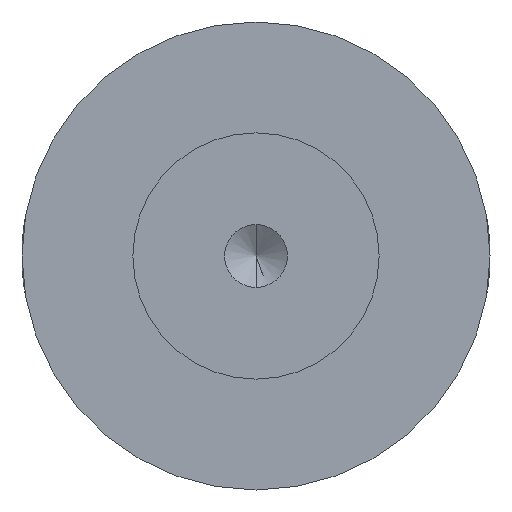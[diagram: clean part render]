
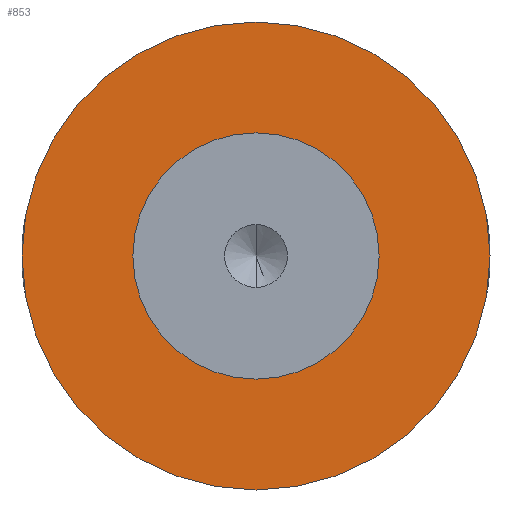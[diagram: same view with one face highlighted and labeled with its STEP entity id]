
A CAD part, front view. The second image highlights one B-rep face of the part: STEP entity #853.
In plain terms, the highlighted planar face has unit normal (0, -1, 0).
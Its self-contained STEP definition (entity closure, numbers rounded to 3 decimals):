
#13 = CARTESIAN_POINT ( 'NONE',  ( 0., -300., 10. ) ) ;
#51 = AXIS2_PLACEMENT_3D ( 'NONE', #928, #633, #239 ) ;
#75 = CARTESIAN_POINT ( 'NONE',  ( 0., -300., -10. ) ) ;
#82 = EDGE_LOOP ( 'NONE', ( #315, #762 ) ) ;
#97 = DIRECTION ( 'NONE',  ( 0., 1., 0. ) ) ;
#152 = DIRECTION ( 'NONE',  ( 0., -1., 0. ) ) ;
#153 = EDGE_CURVE ( 'NONE', #701, #871, #452, .T. ) ;
#155 = CIRCLE ( 'NONE', #270, 10. ) ;
#160 = DIRECTION ( 'NONE',  ( 1., 0., 0. ) ) ;
#206 = VERTEX_POINT ( 'NONE', #75 ) ;
#211 = EDGE_CURVE ( 'NONE', #206, #560, #155, .T. ) ;
#215 = DIRECTION ( 'NONE',  ( 0., 0., -1. ) ) ;
#239 = DIRECTION ( 'NONE',  ( 0., 0., 1. ) ) ;
#240 = EDGE_CURVE ( 'NONE', #560, #206, #347, .T. ) ;
#243 = ORIENTED_EDGE ( 'NONE', *, *, #211, .F. ) ;
#248 = DIRECTION ( 'NONE',  ( 0., 0., 1. ) ) ;
#270 = AXIS2_PLACEMENT_3D ( 'NONE', #673, #514, #215 ) ;
#315 = ORIENTED_EDGE ( 'NONE', *, *, #153, .F. ) ;
#347 = CIRCLE ( 'NONE', #843, 10. ) ;
#380 = CARTESIAN_POINT ( 'NONE',  ( 0., -300., 0. ) ) ;
#450 = CARTESIAN_POINT ( 'NONE',  ( 0., -300., 0. ) ) ;
#452 = CIRCLE ( 'NONE', #51, 19. ) ;
#453 = PLANE ( 'NONE',  #601 ) ;
#465 = CARTESIAN_POINT ( 'NONE',  ( 0., -300., 19. ) ) ;
#470 = FACE_BOUND ( 'NONE', #608, .T. ) ;
#511 = DIRECTION ( 'NONE',  ( 0., 0., -1. ) ) ;
#514 = DIRECTION ( 'NONE',  ( 0., -1., 0. ) ) ;
#518 = ORIENTED_EDGE ( 'NONE', *, *, #240, .F. ) ;
#520 = CIRCLE ( 'NONE', #745, 19. ) ;
#560 = VERTEX_POINT ( 'NONE', #13 ) ;
#582 = EDGE_CURVE ( 'NONE', #871, #701, #520, .T. ) ;
#601 = AXIS2_PLACEMENT_3D ( 'NONE', #380, #97, #160 ) ;
#602 = FACE_OUTER_BOUND ( 'NONE', #82, .T. ) ;
#608 = EDGE_LOOP ( 'NONE', ( #243, #518 ) ) ;
#624 = DIRECTION ( 'NONE',  ( 0., 1., 0. ) ) ;
#633 = DIRECTION ( 'NONE',  ( 0., 1., 0. ) ) ;
#657 = CARTESIAN_POINT ( 'NONE',  ( 0., -300., -19. ) ) ;
#673 = CARTESIAN_POINT ( 'NONE',  ( 0., -300., 0. ) ) ;
#701 = VERTEX_POINT ( 'NONE', #657 ) ;
#745 = AXIS2_PLACEMENT_3D ( 'NONE', #450, #624, #248 ) ;
#762 = ORIENTED_EDGE ( 'NONE', *, *, #582, .F. ) ;
#843 = AXIS2_PLACEMENT_3D ( 'NONE', #971, #152, #511 ) ;
#853 = ADVANCED_FACE ( 'NONE', ( #470, #602 ), #453, .F. ) ;
#871 = VERTEX_POINT ( 'NONE', #465 ) ;
#928 = CARTESIAN_POINT ( 'NONE',  ( 0., -300., 0. ) ) ;
#971 = CARTESIAN_POINT ( 'NONE',  ( 0., -300., 0. ) ) ;
